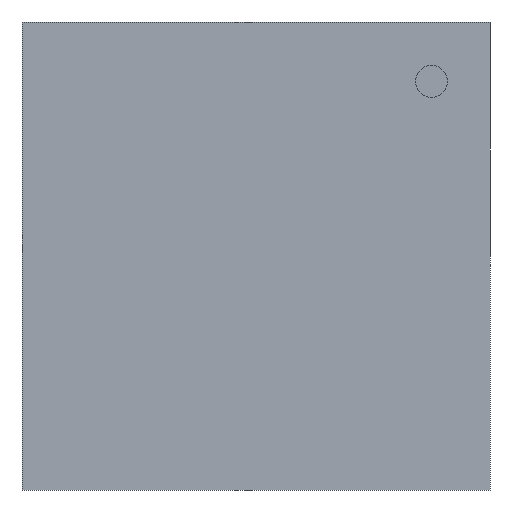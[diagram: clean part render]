
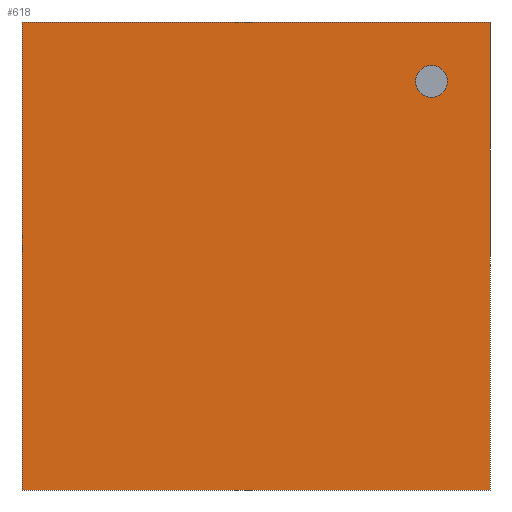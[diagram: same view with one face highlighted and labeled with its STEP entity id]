
A CAD part, front view. The second image highlights one B-rep face of the part: STEP entity #618.
In plain terms, the highlighted planar face has unit normal (0, -1, 0).
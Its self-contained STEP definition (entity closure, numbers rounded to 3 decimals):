
#45 = CARTESIAN_POINT ( 'NONE',  ( 1., 0., 1. ) ) ;
#261 = EDGE_CURVE ( 'NONE', #4929, #2007, #708, .T. ) ;
#380 = EDGE_CURVE ( 'NONE', #6345, #5768, #3586, .T. ) ;
#618 = ADVANCED_FACE ( 'NONE', ( #2109, #5146 ), #2620, .F. ) ;
#641 = VECTOR ( 'NONE', #3041, 1000. ) ;
#708 = LINE ( 'NONE', #4250, #5375 ) ;
#727 = DIRECTION ( 'NONE',  ( 0., -1., 0. ) ) ;
#1175 = AXIS2_PLACEMENT_3D ( 'NONE', #4631, #727, #4189 ) ;
#1221 = CARTESIAN_POINT ( 'NONE',  ( -1., 0., 1. ) ) ;
#1375 = EDGE_LOOP ( 'NONE', ( #2374, #1692 ) ) ;
#1541 = CARTESIAN_POINT ( 'NONE',  ( -1., 0., -1. ) ) ;
#1630 = CARTESIAN_POINT ( 'NONE',  ( 0.75, 0., 0.746 ) ) ;
#1666 = VERTEX_POINT ( 'NONE', #5434 ) ;
#1692 = ORIENTED_EDGE ( 'NONE', *, *, #4350, .F. ) ;
#1748 = ORIENTED_EDGE ( 'NONE', *, *, #261, .F. ) ;
#1858 = CIRCLE ( 'NONE', #1175, 0.068 ) ;
#1968 = LINE ( 'NONE', #45, #641 ) ;
#2007 = VERTEX_POINT ( 'NONE', #1221 ) ;
#2034 = EDGE_CURVE ( 'NONE', #4048, #1666, #1858, .T. ) ;
#2109 = FACE_BOUND ( 'NONE', #1375, .T. ) ;
#2314 = CARTESIAN_POINT ( 'NONE',  ( 1., 0., 1. ) ) ;
#2374 = ORIENTED_EDGE ( 'NONE', *, *, #2034, .F. ) ;
#2620 = PLANE ( 'NONE',  #4661 ) ;
#2637 = DIRECTION ( 'NONE',  ( 0., 0., 1. ) ) ;
#2639 = VECTOR ( 'NONE', #4980, 1000. ) ;
#2727 = DIRECTION ( 'NONE',  ( 0., 0., -1. ) ) ;
#2748 = ORIENTED_EDGE ( 'NONE', *, *, #5988, .F. ) ;
#2982 = CARTESIAN_POINT ( 'NONE',  ( 1., 0., -1. ) ) ;
#3041 = DIRECTION ( 'NONE',  ( 1., 0., 0. ) ) ;
#3065 = AXIS2_PLACEMENT_3D ( 'NONE', #1630, #5087, #4568 ) ;
#3511 = VECTOR ( 'NONE', #2727, 1000. ) ;
#3586 = LINE ( 'NONE', #2314, #3511 ) ;
#3733 = DIRECTION ( 'NONE',  ( 0., 0., 1. ) ) ;
#3943 = LINE ( 'NONE', #2982, #2639 ) ;
#4038 = ORIENTED_EDGE ( 'NONE', *, *, #4813, .F. ) ;
#4048 = VERTEX_POINT ( 'NONE', #5920 ) ;
#4189 = DIRECTION ( 'NONE',  ( 0., 0., -1. ) ) ;
#4250 = CARTESIAN_POINT ( 'NONE',  ( -1., 0., 1. ) ) ;
#4350 = EDGE_CURVE ( 'NONE', #1666, #4048, #5154, .T. ) ;
#4420 = CARTESIAN_POINT ( 'NONE',  ( 1., 0., 1. ) ) ;
#4539 = CARTESIAN_POINT ( 'NONE',  ( 0., 0., 0. ) ) ;
#4568 = DIRECTION ( 'NONE',  ( 0., 0., -1. ) ) ;
#4631 = CARTESIAN_POINT ( 'NONE',  ( 0.75, 0., 0.746 ) ) ;
#4661 = AXIS2_PLACEMENT_3D ( 'NONE', #4539, #5128, #2637 ) ;
#4813 = EDGE_CURVE ( 'NONE', #5768, #4929, #3943, .T. ) ;
#4929 = VERTEX_POINT ( 'NONE', #1541 ) ;
#4980 = DIRECTION ( 'NONE',  ( -1., 0., 0. ) ) ;
#5087 = DIRECTION ( 'NONE',  ( 0., -1., 0. ) ) ;
#5128 = DIRECTION ( 'NONE',  ( 0., 1., 0. ) ) ;
#5146 = FACE_OUTER_BOUND ( 'NONE', #5402, .T. ) ;
#5154 = CIRCLE ( 'NONE', #3065, 0.068 ) ;
#5375 = VECTOR ( 'NONE', #3733, 1000. ) ;
#5402 = EDGE_LOOP ( 'NONE', ( #1748, #4038, #5839, #2748 ) ) ;
#5434 = CARTESIAN_POINT ( 'NONE',  ( 0.75, 0., 0.815 ) ) ;
#5768 = VERTEX_POINT ( 'NONE', #6250 ) ;
#5839 = ORIENTED_EDGE ( 'NONE', *, *, #380, .F. ) ;
#5920 = CARTESIAN_POINT ( 'NONE',  ( 0.75, 0., 0.678 ) ) ;
#5988 = EDGE_CURVE ( 'NONE', #2007, #6345, #1968, .T. ) ;
#6250 = CARTESIAN_POINT ( 'NONE',  ( 1., 0., -1. ) ) ;
#6345 = VERTEX_POINT ( 'NONE', #4420 ) ;
